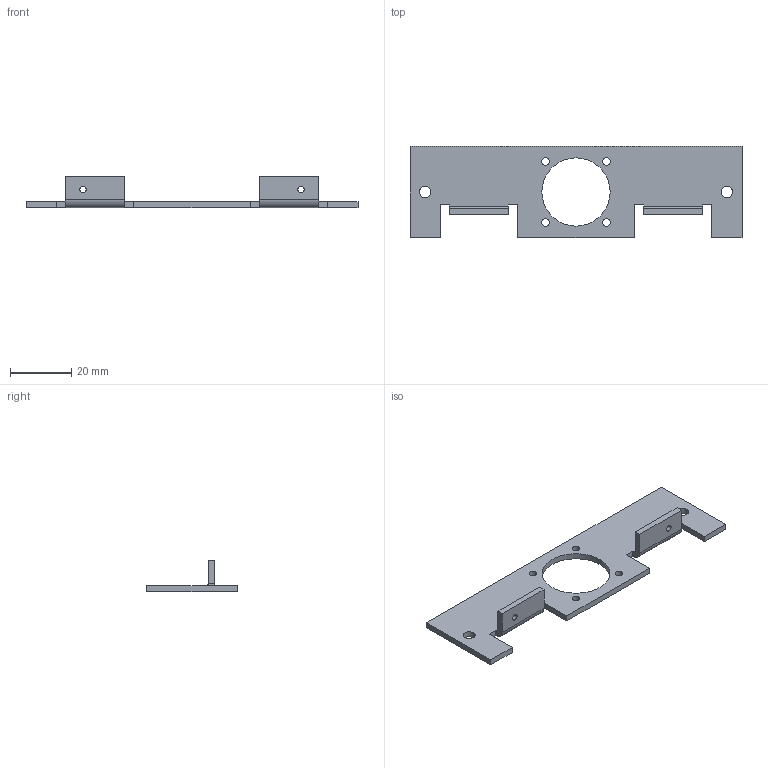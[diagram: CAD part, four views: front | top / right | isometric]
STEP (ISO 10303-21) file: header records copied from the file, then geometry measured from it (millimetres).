
FILE_DESCRIPTION (( 'STEP AP214' ), '1' );
FILE_NAME ('PCB_Mount_Base_V0.2.STEP', '2019-06-13T11:31:45', ( '' ), ( '' ), 'SwSTEP 2.0', 'SolidWorks 2010', '' );
FILE_SCHEMA (( 'AUTOMOTIVE_DESIGN' ));
Length unit declared in the file: millimetre
Products named in the file (1): PCB_Mount_Base_V0.2
Bounding box: 108 x 29.6 x 10.25 mm (x, y, z)
Volume: 5267.2 mm3; surface area: 6263 mm2
Topology: 1 solids, 1 shells, 56 faces, 146 edges, 92 vertices
Faces by surface type: plane 34, cylinder 22
Entity records: 1908 total; most frequent: DIRECTION 304, CARTESIAN_POINT 295, ORIENTED_EDGE 292, EDGE_CURVE 146, VECTOR 102, LINE 102, AXIS2_PLACEMENT_3D 101, VERTEX_POINT 92
